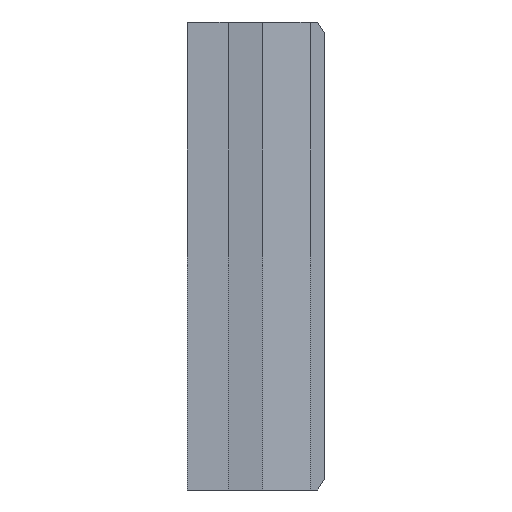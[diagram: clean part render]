
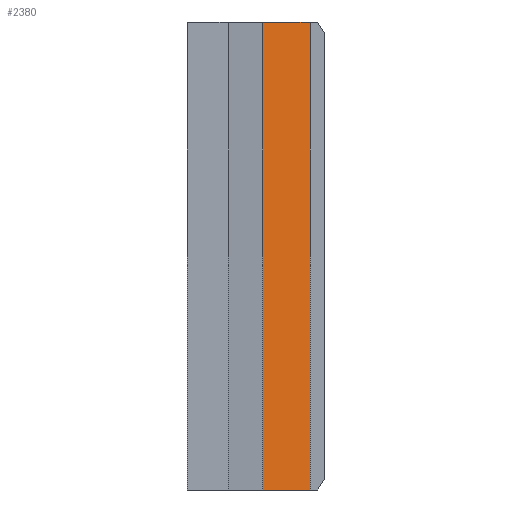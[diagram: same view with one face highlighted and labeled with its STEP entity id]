
A CAD part, left-side view. The second image highlights one B-rep face of the part: STEP entity #2380.
In plain terms, the highlighted planar face has unit normal (-0.763, -0.647, 0).
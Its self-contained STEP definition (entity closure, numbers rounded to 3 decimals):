
#169 = VERTEX_POINT ( 'NONE', #1292 ) ;
#210 = VERTEX_POINT ( 'NONE', #2203 ) ;
#225 = VERTEX_POINT ( 'NONE', #1552 ) ;
#343 = VECTOR ( 'NONE', #1733, 1000. ) ;
#485 = CARTESIAN_POINT ( 'NONE',  ( -15.446, 2.086, -18.3 ) ) ;
#637 = AXIS2_PLACEMENT_3D ( 'NONE', #485, #2656, #1156 ) ;
#725 = DIRECTION ( 'NONE',  ( -0.647, 0.763, 0. ) ) ;
#825 = EDGE_CURVE ( 'NONE', #225, #169, #916, .T. ) ;
#840 = VERTEX_POINT ( 'NONE', #891 ) ;
#844 = EDGE_LOOP ( 'NONE', ( #1769, #1394, #1826, #2615 ) ) ;
#891 = CARTESIAN_POINT ( 'NONE',  ( -15.446, 2.086, -20. ) ) ;
#916 = LINE ( 'NONE', #1532, #2124 ) ;
#1156 = DIRECTION ( 'NONE',  ( 0.647, -0.763, 0. ) ) ;
#1197 = EDGE_CURVE ( 'NONE', #169, #840, #2417, .T. ) ;
#1256 = CARTESIAN_POINT ( 'NONE',  ( -15.446, 2.086, -20. ) ) ;
#1276 = DIRECTION ( 'NONE',  ( 0., 0., -1. ) ) ;
#1292 = CARTESIAN_POINT ( 'NONE',  ( -12., -1.98, -20. ) ) ;
#1394 = ORIENTED_EDGE ( 'NONE', *, *, #825, .F. ) ;
#1415 = LINE ( 'NONE', #2756, #343 ) ;
#1532 = CARTESIAN_POINT ( 'NONE',  ( -12., -1.98, -18.3 ) ) ;
#1552 = CARTESIAN_POINT ( 'NONE',  ( -12., -1.98, 20. ) ) ;
#1731 = VECTOR ( 'NONE', #725, 1000. ) ;
#1733 = DIRECTION ( 'NONE',  ( -0.647, 0.763, 0. ) ) ;
#1769 = ORIENTED_EDGE ( 'NONE', *, *, #1197, .F. ) ;
#1826 = ORIENTED_EDGE ( 'NONE', *, *, #2742, .T. ) ;
#1926 = FACE_OUTER_BOUND ( 'NONE', #844, .T. ) ;
#1931 = CARTESIAN_POINT ( 'NONE',  ( -15.446, 2.086, -18.3 ) ) ;
#1938 = LINE ( 'NONE', #1931, #2081 ) ;
#1940 = DIRECTION ( 'NONE',  ( 0., 0., -1. ) ) ;
#2002 = EDGE_CURVE ( 'NONE', #210, #840, #1938, .T. ) ;
#2081 = VECTOR ( 'NONE', #1940, 1000. ) ;
#2124 = VECTOR ( 'NONE', #1276, 1000. ) ;
#2203 = CARTESIAN_POINT ( 'NONE',  ( -15.446, 2.086, 20. ) ) ;
#2380 = ADVANCED_FACE ( 'NONE', ( #1926 ), #2592, .T. ) ;
#2417 = LINE ( 'NONE', #1256, #1731 ) ;
#2592 = PLANE ( 'NONE',  #637 ) ;
#2615 = ORIENTED_EDGE ( 'NONE', *, *, #2002, .T. ) ;
#2656 = DIRECTION ( 'NONE',  ( -0.763, -0.647, 0. ) ) ;
#2742 = EDGE_CURVE ( 'NONE', #225, #210, #1415, .T. ) ;
#2756 = CARTESIAN_POINT ( 'NONE',  ( -15.446, 2.086, 20. ) ) ;
